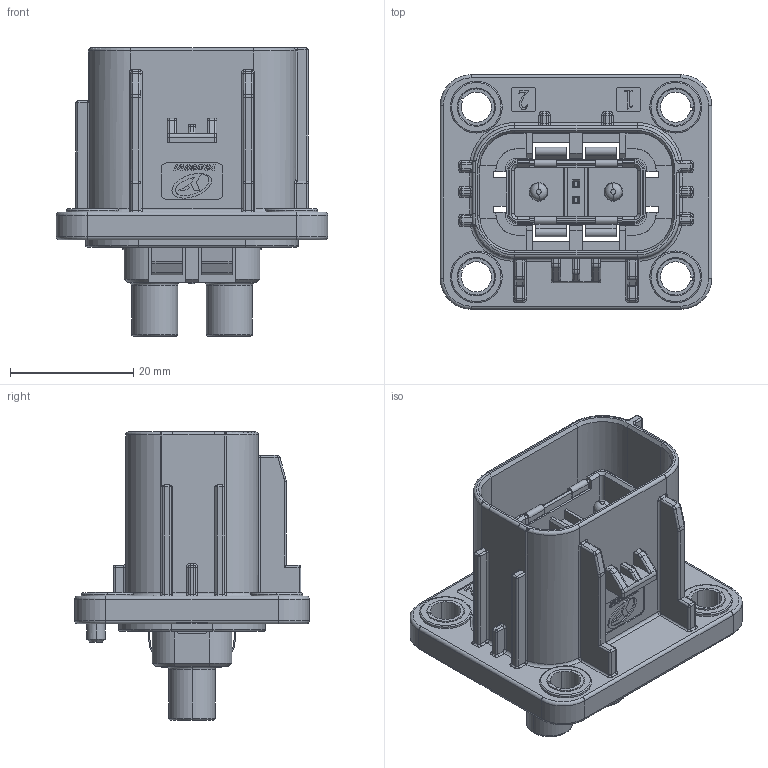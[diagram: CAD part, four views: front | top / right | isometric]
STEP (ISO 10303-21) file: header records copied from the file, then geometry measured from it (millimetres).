
FILE_DESCRIPTION (( 'STEP AP203' ), '1' );
FILE_NAME ('YGC1139-EV-P2R脣釱(10.24).STEP', '2018-10-24T10:15:06', ( 'yg' ), ( 'yongguikeji' ), 'SwSTEP 2.0', 'SolidWorks 2018', '' );
FILE_SCHEMA (( 'CONFIG_CONTROL_DESIGN' ));
Length unit declared in the file: millimetre
Products named in the file (1): YGC1139-EV-P2R脣釱(10.24)
Bounding box: 44 x 38 x 46.7 mm (x, y, z)
Volume: 15378.5 mm3; surface area: 23344.8 mm2
Topology: 15 solids, 15 shells, 2708 faces, 7036 edges, 4388 vertices
Faces by surface type: plane 1470, cylinder 799, torus 190, bspline 111, cone 94, sphere 44
Entity records: 87493 total; most frequent: CARTESIAN_POINT 21206, ORIENTED_EDGE 14016, DIRECTION 13647, EDGE_CURVE 7008, LINE 4709, VECTOR 4709, AXIS2_PLACEMENT_3D 4469, VERTEX_POINT 4388
